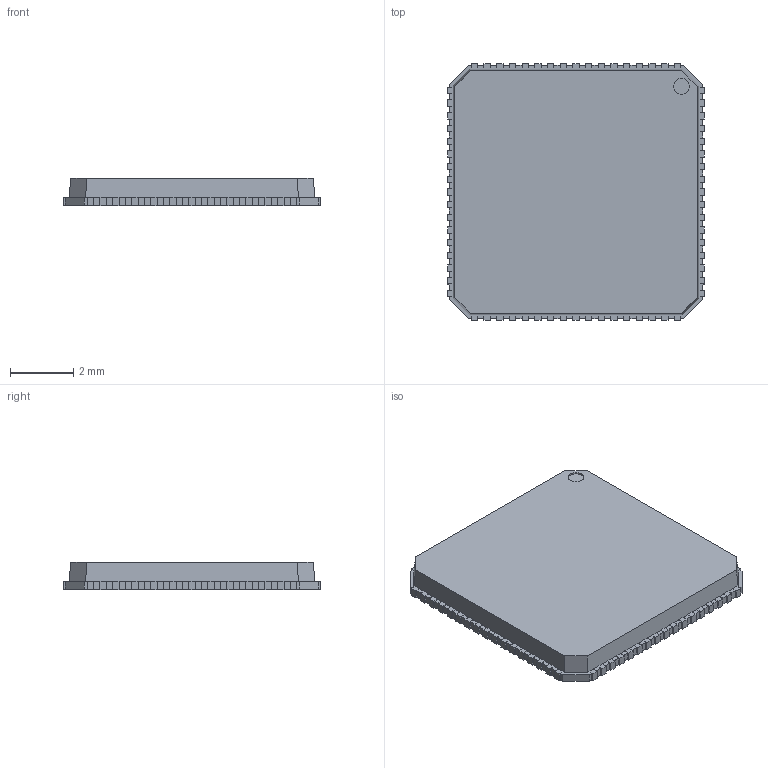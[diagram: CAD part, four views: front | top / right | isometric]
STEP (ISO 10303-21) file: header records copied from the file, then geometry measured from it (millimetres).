
FILE_DESCRIPTION(('STEP AP214'), '1');
FILE_NAME('QFN68', '', ('UNSPECIFIED'), ('UNSPECIFIED'), 'ASCON STEP Converter 1.6', 'ASCON Math Kernel', '');
FILE_SCHEMA(('AUTOMOTIVE_DESIGN { 1 0 10303 214 3 1 1}'));
Length unit declared in the file: millimetre
Bounding box: 8.1 x 8.1 x 0.86 mm (x, y, z)
Volume: 51.6 mm3; surface area: 154.9 mm2
Topology: 1 solids, 1 shells, 573 faces, 1707 edges, 1138 vertices
Faces by surface type: plane 504, cylinder 69
Full cylindrical faces by diameter (mm): 0.5 x1
Entity records: 23577 total; most frequent: CARTESIAN_POINT 3418, ORIENTED_EDGE 3412, DIRECTION 2992, EDGE_CURVE 1706, LINE 1568, VECTOR 1568, VERTEX_POINT 1138, AXIS2_PLACEMENT_3D 712
